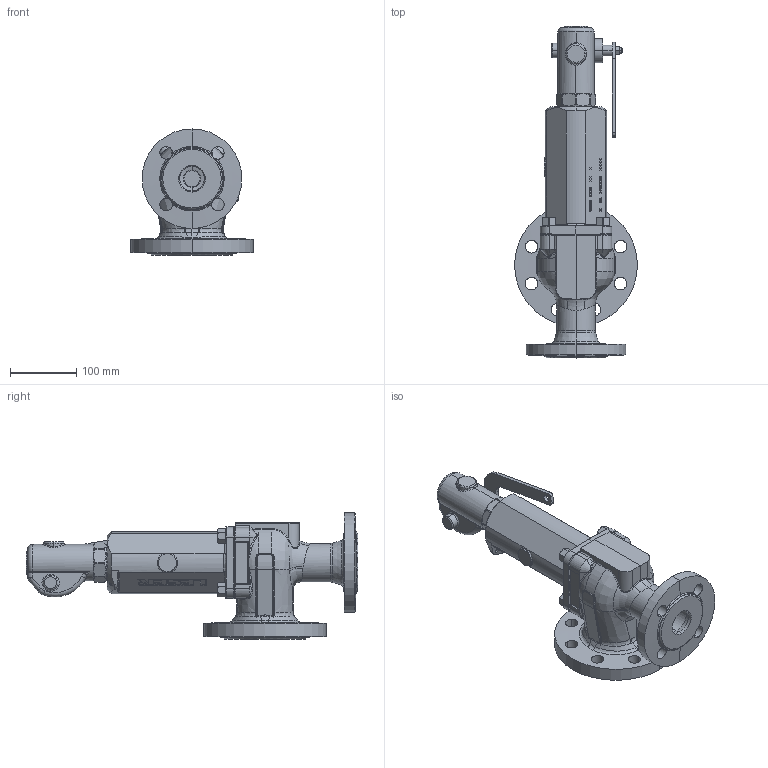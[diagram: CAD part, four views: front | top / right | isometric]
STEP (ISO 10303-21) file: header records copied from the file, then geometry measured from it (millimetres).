
FILE_DESCRIPTION((''),'2;1');
FILE_NAME('10000998352_G3D_000_ASM','2023-03-20T15:19:16',('SchmidtJ'),(''),'CREO PARAMETRIC BY PTC INC, 2020414','CREO PARAMETRIC BY PTC INC, 2020414','');
FILE_SCHEMA(('CONFIG_CONTROL_DESIGN'));
Products named in the file (9): 10000998350_G3D_000; 10000460690_G3D_000; 10000460691_G3D_000; 10000460693_G3D_000; 10000460694_G3D_000; 10000460695_G3D_000; 10000460696_G3D_000; 10000460692_G3D_000_ASM; 10000998352_G3D_000_ASM
Assembly tree (11 placements, depth 3):
  10000998352_G3D_000_ASM
    10000998350_G3D_000
    10000460690_G3D_000
    10000460691_G3D_000  x4
    10000460692_G3D_000_ASM
      10000460693_G3D_000
      10000460694_G3D_000
      10000460695_G3D_000
      10000460696_G3D_000
Bounding box: 185 x 500 x 190 mm (x, y, z)
Volume: 2075024.5 mm3; surface area: 428756.9 mm2
Topology: 10 solids, 13 shells, 1572 faces, 4143 edges, 2634 vertices
Faces by surface type: plane 906, cylinder 233, bspline 230, cone 135, torus 56, sphere 12
Entity records: 58156 total; most frequent: CARTESIAN_POINT 22815, ORIENTED_EDGE 7868, DIRECTION 6445, EDGE_CURVE 3943, VECTOR 2537, LINE 2537, VERTEX_POINT 2514, AXIS2_PLACEMENT_3D 1954
